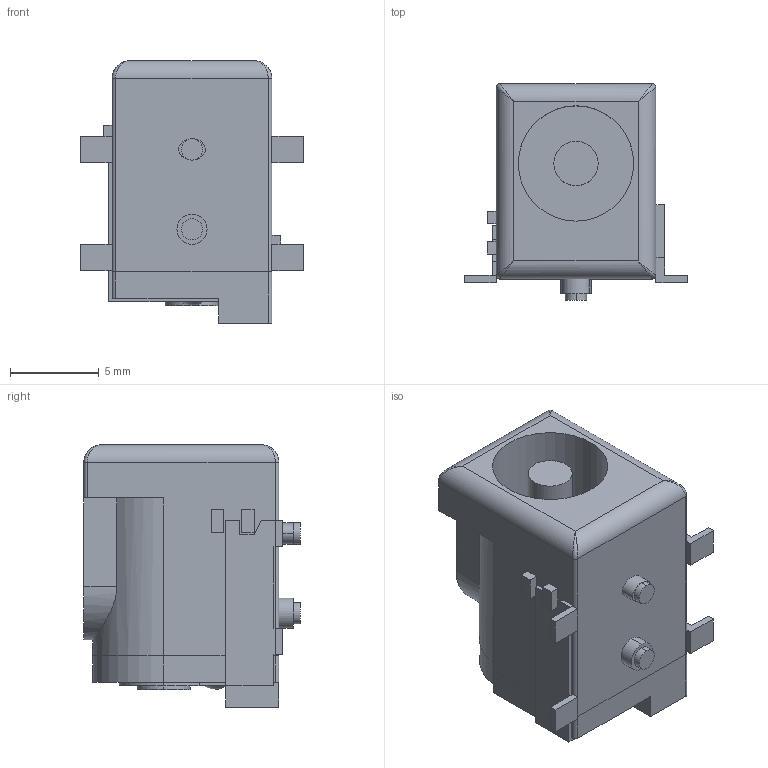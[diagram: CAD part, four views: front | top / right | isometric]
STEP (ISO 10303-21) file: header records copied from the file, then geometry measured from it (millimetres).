
FILE_DESCRIPTION (( 'STEP AP214' ), '1' );
FILE_NAME ('CUI_DEVICES_PJ-002BH-SMT-TR.step', '2019-10-20T23:12:55', ( '' ), ( '' ), 'SwSTEP 2.0', 'SolidWorks 2019', '' );
FILE_SCHEMA (( 'AUTOMOTIVE_DESIGN' ));
Length unit declared in the file: inch
Products named in the file (1): CUI_DEVICES_PJ-002BH-SMT-TR
Bounding box: 12.6 x 12.2 x 14.8 mm (x, y, z)
Volume: 1239.1 mm3; surface area: 1323.5 mm2
Topology: 7 solids, 7 shells, 125 faces, 301 edges, 192 vertices
Faces by surface type: plane 90, cylinder 28, bspline 6, sphere 1
Entity records: 5497 total; most frequent: CARTESIAN_POINT 967, ORIENTED_EDGE 588, DIRECTION 569, EDGE_CURVE 294, VECTOR 229, LINE 229, VERTEX_POINT 190, AXIS2_PLACEMENT_3D 170
